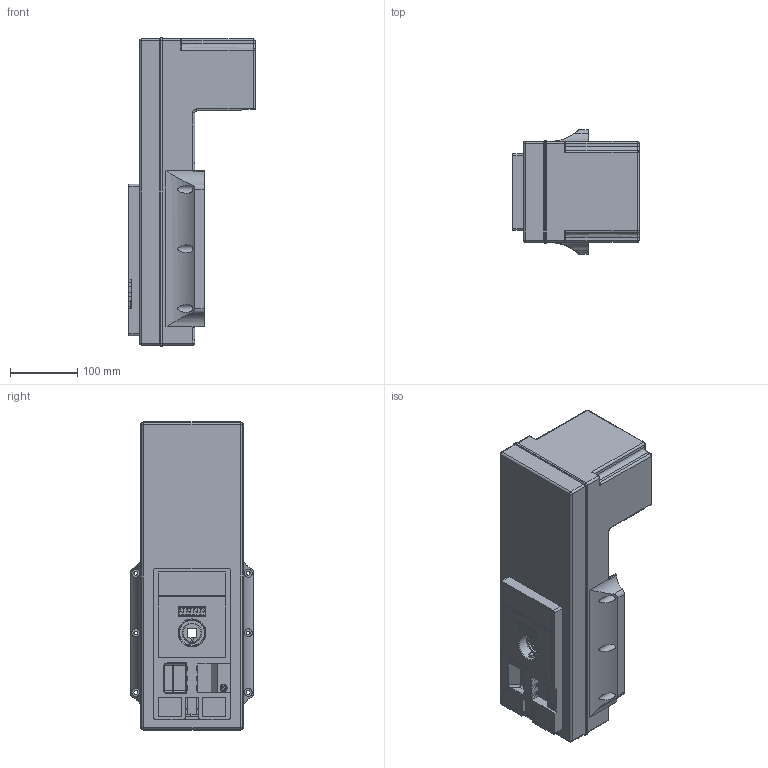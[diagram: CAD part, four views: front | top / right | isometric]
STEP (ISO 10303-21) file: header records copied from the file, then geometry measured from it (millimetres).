
FILE_DESCRIPTION(/* description */ (''),/* implementation_level */ '2;1');
FILE_NAME(/* name */ 'UM BLOQUE.stp',/* time_stamp */ '2018-06-29T09:16:05+02:00',/* author */ ('ilm'),/* organization */ (''),/* preprocessor_version */ 'ST-DEVELOPER v15.6',/* originating_system */ 'Autodesk Inventor 2015',/* authorisation */ '');
FILE_SCHEMA (('CONFIG_CONTROL_DESIGN'));
Products named in the file (1): UM BLOQUE
Bounding box: 188 x 184 x 458 mm (x, y, z)
Volume: 1077872.8 mm3; surface area: 700844.3 mm2
Topology: 7 solids, 18 shells, 2318 faces, 6284 edges, 4073 vertices
Faces by surface type: plane 1684, cylinder 412, cone 80, torus 64, bspline 46, sphere 32
Full cylindrical faces by diameter (mm): 0.457 x1, 0.9 x4, 1.25 x7, 1.6 x6, 1.8 x8, 2.121 x2, 2.5 x6, 5.5 x10, 7.35 x1, 8 x1, 10.5 x1, 12 x6, 29 x2, 37.5 x1, 41.5 x1
Entity records: 78290 total; most frequent: CARTESIAN_POINT 17980, ORIENTED_EDGE 12188, DIRECTION 11376, EDGE_CURVE 6089, LINE 4630, VECTOR 4630, VERTEX_POINT 4028, AXIS2_PLACEMENT_3D 3373
